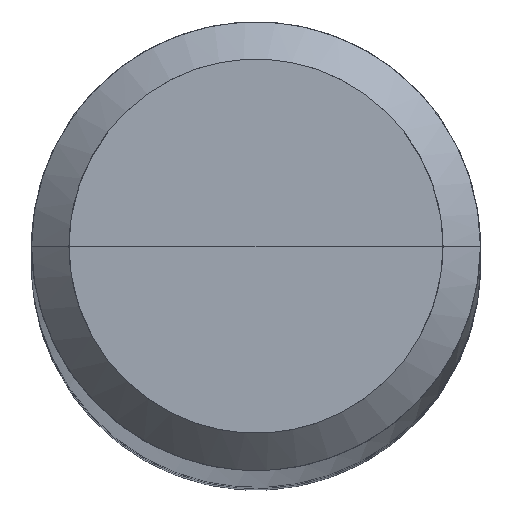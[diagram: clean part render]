
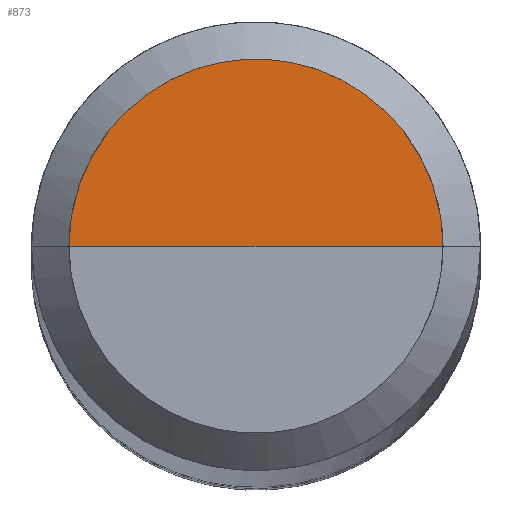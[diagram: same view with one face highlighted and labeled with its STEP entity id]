
A CAD part, top view. The second image highlights one B-rep face of the part: STEP entity #873.
In plain terms, the highlighted free-form (B-spline) face has degree [1, 2] with [2, 5] control points.
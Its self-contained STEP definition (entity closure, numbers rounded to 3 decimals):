
#653=CARTESIAN_POINT('',(1.25,0.0,63.0));
#654=CARTESIAN_POINT('',(1.25,1.25,63.0));
#655=CARTESIAN_POINT('',(0.0,1.25,63.0));
#656=CARTESIAN_POINT('',(-1.25,1.25,63.0));
#657=CARTESIAN_POINT('',(-1.25,0.0,63.0));
#658=CARTESIAN_POINT('',(0.0,0.0,63.0));
#858=(
BOUNDED_SURFACE()
B_SPLINE_SURFACE(1,2,(
(#653,#654,#655,#656,#657),
(#658,#658,#658,#658,#658)
), .UNSPECIFIED.,.F.,.F.,.F.)
B_SPLINE_SURFACE_WITH_KNOTS((2,2),(3,2,3),(
0.0,1.0),(
0.0,0.5,1.0), .UNSPECIFIED.)
GEOMETRIC_REPRESENTATION_ITEM()
RATIONAL_B_SPLINE_SURFACE(((1.0,0.707,1.0,0.707,1.0),
(1.0,0.707,1.0,0.707,1.0)
))
REPRESENTATION_ITEM('')
SURFACE()
);
#859=(
BOUNDED_CURVE()
B_SPLINE_CURVE(2,(#657,#656,#655,#654,#653),.UNSPECIFIED.,.F.,.F.)
B_SPLINE_CURVE_WITH_KNOTS((3,2,3),
(0.0,0.5,1.0),.UNSPECIFIED.)
CURVE()
GEOMETRIC_REPRESENTATION_ITEM()
RATIONAL_B_SPLINE_CURVE((1.0,0.707,1.0,0.707,1.0))
REPRESENTATION_ITEM('')
);
#860=(
BOUNDED_CURVE()
B_SPLINE_CURVE(1,(#653,#658),.UNSPECIFIED.,.F.,.F.)
B_SPLINE_CURVE_WITH_KNOTS((2,2),
(0.0,1.0),.UNSPECIFIED.)
CURVE()
GEOMETRIC_REPRESENTATION_ITEM()
RATIONAL_B_SPLINE_CURVE((1.0,1.0))
REPRESENTATION_ITEM('')
);
#861=(
BOUNDED_CURVE()
B_SPLINE_CURVE(1,(#658,#657),.UNSPECIFIED.,.F.,.F.)
B_SPLINE_CURVE_WITH_KNOTS((2,2),
(0.0,1.0),.UNSPECIFIED.)
CURVE()
GEOMETRIC_REPRESENTATION_ITEM()
RATIONAL_B_SPLINE_CURVE((1.0,1.0))
REPRESENTATION_ITEM('')
);
#862=VERTEX_POINT('',#653);
#863=VERTEX_POINT('',#657);
#864=VERTEX_POINT('',#658);
#865=EDGE_CURVE('',#863,#862,#859,.T.);
#866=EDGE_CURVE('',#862,#864,#860,.T.);
#867=EDGE_CURVE('',#864,#863,#861,.T.);
#868=ORIENTED_EDGE('',*,*,#865,.T.);
#869=ORIENTED_EDGE('',*,*,#866,.T.);
#870=ORIENTED_EDGE('',*,*,#867,.T.);
#871=EDGE_LOOP('',(#868,#869,#870));
#872=FACE_OUTER_BOUND('',#871,.T.);
#873=ADVANCED_FACE('',(#872),#858,.T.);
